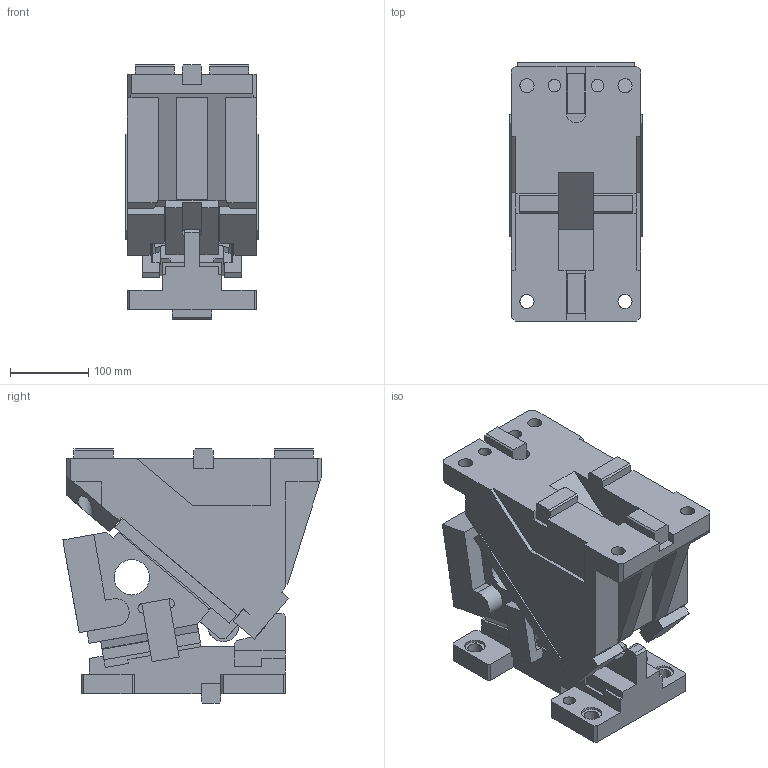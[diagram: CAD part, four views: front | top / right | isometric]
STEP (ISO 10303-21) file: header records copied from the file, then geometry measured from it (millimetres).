
FILE_DESCRIPTION(('CATIA V5 STEP Exchange'),'2;1');
FILE_NAME('CACN_F_150_10.stp','2015-04-24T09:57:20+00:00',('none'),('none'),'CATIA Version 5 Release 19 SP 2 (IN-10)','CATIA V5 STEP AP203','none');
FILE_SCHEMA(('CONFIG_CONTROL_DESIGN'));
Length unit declared in the file: millimetre
Products named in the file (1): CACN_F_150_10
Bounding box: 169 x 329.2 x 324 mm (x, y, z)
Volume: 9633444.4 mm3; surface area: 714862.4 mm2
Topology: 3 solids, 3 shells, 465 faces, 1340 edges, 883 vertices
Faces by surface type: plane 392, cylinder 71, cone 2
Entity records: 16012 total; most frequent: CARTESIAN_POINT 4065, ORIENTED_EDGE 2676, DIRECTION 2092, EDGE_CURVE 1338, VECTOR 1170, LINE 1170, VERTEX_POINT 883, EDGE_LOOP 505
